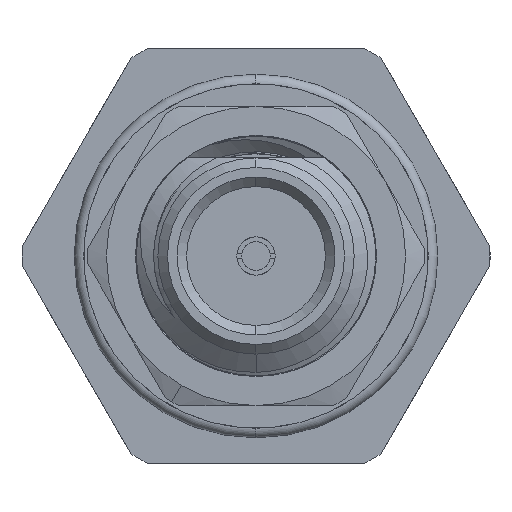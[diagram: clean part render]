
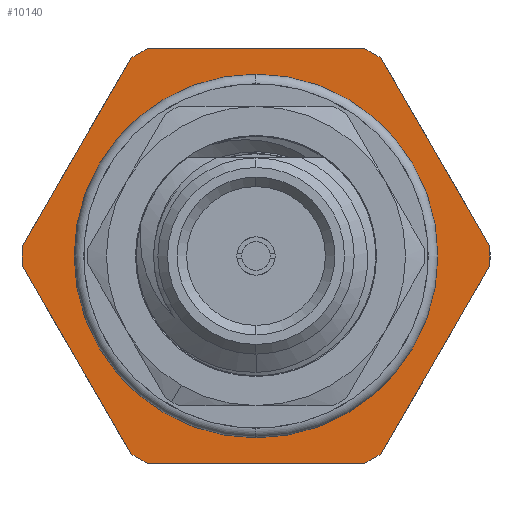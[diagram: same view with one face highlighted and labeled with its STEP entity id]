
A CAD part, left-side view. The second image highlights one B-rep face of the part: STEP entity #10140.
In plain terms, the highlighted planar face has unit normal (-1, 0, 0).
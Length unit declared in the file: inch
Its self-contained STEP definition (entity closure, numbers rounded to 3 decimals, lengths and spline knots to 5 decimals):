
#461 = AXIS2_PLACEMENT_3D ( 'NONE', #25072, #11719, #22527 ) ;
#706 = CIRCLE ( 'NONE', #10115, 0.19 ) ;
#781 = CARTESIAN_POINT ( 'NONE',  ( 0.45, -0.13079, -0.20653 ) ) ;
#931 = DIRECTION ( 'NONE',  ( 0., 0., 1. ) ) ;
#1098 = EDGE_CURVE ( 'NONE', #5541, #5719, #25800, .T. ) ;
#1448 = VERTEX_POINT ( 'NONE', #17917 ) ;
#2523 = CARTESIAN_POINT ( 'NONE',  ( 0.45, -0.11347, 0.21654 ) ) ;
#2569 = ORIENTED_EDGE ( 'NONE', *, *, #23869, .F. ) ;
#2728 = EDGE_CURVE ( 'NONE', #3571, #3973, #21688, .T. ) ;
#2887 = EDGE_CURVE ( 'NONE', #23154, #14729, #27437, .T. ) ;
#2972 = VECTOR ( 'NONE', #28158, 39.37008 ) ;
#3571 = VERTEX_POINT ( 'NONE', #5039 ) ;
#3640 = ORIENTED_EDGE ( 'NONE', *, *, #12434, .T. ) ;
#3833 = DIRECTION ( 'NONE',  ( 0., 0., 1. ) ) ;
#3973 = VERTEX_POINT ( 'NONE', #28423 ) ;
#4769 = CARTESIAN_POINT ( 'NONE',  ( 0.45, 0.24446, -0.21654 ) ) ;
#4916 = EDGE_CURVE ( 'NONE', #27404, #18338, #706, .T. ) ;
#5021 = AXIS2_PLACEMENT_3D ( 'NONE', #19963, #6957, #13295 ) ;
#5039 = CARTESIAN_POINT ( 'NONE',  ( 0.45, 0.24426, 0.01 ) ) ;
#5073 = EDGE_CURVE ( 'NONE', #13082, #3973, #21628, .T. ) ;
#5502 = CARTESIAN_POINT ( 'NONE',  ( 0.45, 0., 0. ) ) ;
#5541 = VERTEX_POINT ( 'NONE', #23171 ) ;
#5717 = CARTESIAN_POINT ( 'NONE',  ( 0.45, 0.24864, -0.00241 ) ) ;
#5719 = VERTEX_POINT ( 'NONE', #25899 ) ;
#6086 = DIRECTION ( 'NONE',  ( -1., 0., 0. ) ) ;
#6274 = CARTESIAN_POINT ( 'NONE',  ( 0.45, 0.24446, 0.21654 ) ) ;
#6412 = ORIENTED_EDGE ( 'NONE', *, *, #16109, .F. ) ;
#6568 = DIRECTION ( 'NONE',  ( -1., 0., 0. ) ) ;
#6957 = DIRECTION ( 'NONE',  ( 1., 0., 0. ) ) ;
#7104 = LINE ( 'NONE', #18861, #10167 ) ;
#7190 = CARTESIAN_POINT ( 'NONE',  ( 0.45, -0.13079, 0.20653 ) ) ;
#7730 = DIRECTION ( 'NONE',  ( 0., 0., 1. ) ) ;
#7926 = ORIENTED_EDGE ( 'NONE', *, *, #4916, .F. ) ;
#8042 = CARTESIAN_POINT ( 'NONE',  ( 0.45, 0., 0. ) ) ;
#8371 = VERTEX_POINT ( 'NONE', #2523 ) ;
#8911 = EDGE_CURVE ( 'NONE', #5541, #14729, #11595, .T. ) ;
#9508 = AXIS2_PLACEMENT_3D ( 'NONE', #8042, #25731, #3833 ) ;
#9980 = VECTOR ( 'NONE', #23262, 39.37008 ) ;
#10115 = AXIS2_PLACEMENT_3D ( 'NONE', #20861, #27710, #7730 ) ;
#10116 = EDGE_LOOP ( 'NONE', ( #6412, #7926 ) ) ;
#10140 = ADVANCED_FACE ( 'NONE', ( #24990, #19111 ), #21261, .F. ) ;
#10167 = VECTOR ( 'NONE', #25630, 39.37008 ) ;
#10512 = DIRECTION ( 'NONE',  ( 0., 0., 1. ) ) ;
#10805 = CARTESIAN_POINT ( 'NONE',  ( 0.45, -0.11347, -0.21654 ) ) ;
#10867 = CARTESIAN_POINT ( 'NONE',  ( 0.45, 0.11347, -0.21654 ) ) ;
#10888 = DIRECTION ( 'NONE',  ( 0., 0.5, -0.866 ) ) ;
#11206 = DIRECTION ( 'NONE',  ( 0., 0., 1. ) ) ;
#11391 = ORIENTED_EDGE ( 'NONE', *, *, #24091, .F. ) ;
#11537 = DIRECTION ( 'NONE',  ( 0., 0., 1. ) ) ;
#11591 = DIRECTION ( 'NONE',  ( 0., -0.5, -0.866 ) ) ;
#11595 = LINE ( 'NONE', #15283, #16043 ) ;
#11608 = ORIENTED_EDGE ( 'NONE', *, *, #28262, .F. ) ;
#11719 = DIRECTION ( 'NONE',  ( -1., 0., 0. ) ) ;
#12221 = LINE ( 'NONE', #4769, #24628 ) ;
#12434 = EDGE_CURVE ( 'NONE', #12938, #8371, #24548, .T. ) ;
#12473 = ORIENTED_EDGE ( 'NONE', *, *, #25184, .F. ) ;
#12609 = CIRCLE ( 'NONE', #13027, 0.24446 ) ;
#12612 = ORIENTED_EDGE ( 'NONE', *, *, #22156, .T. ) ;
#12938 = VERTEX_POINT ( 'NONE', #7190 ) ;
#13027 = AXIS2_PLACEMENT_3D ( 'NONE', #13696, #15896, #20266 ) ;
#13082 = VERTEX_POINT ( 'NONE', #28073 ) ;
#13233 = VERTEX_POINT ( 'NONE', #10867 ) ;
#13295 = DIRECTION ( 'NONE',  ( 0., 0., -1. ) ) ;
#13590 = DIRECTION ( 'NONE',  ( 0., 1., 0. ) ) ;
#13696 = CARTESIAN_POINT ( 'NONE',  ( 0.45, 0., 0. ) ) ;
#13792 = VERTEX_POINT ( 'NONE', #14795 ) ;
#14679 = AXIS2_PLACEMENT_3D ( 'NONE', #24216, #6568, #11537 ) ;
#14716 = ORIENTED_EDGE ( 'NONE', *, *, #2887, .T. ) ;
#14729 = VERTEX_POINT ( 'NONE', #781 ) ;
#14795 = CARTESIAN_POINT ( 'NONE',  ( 0.45, 0.11347, 0.21654 ) ) ;
#14803 = CARTESIAN_POINT ( 'NONE',  ( 0.45, 0., 0. ) ) ;
#15261 = LINE ( 'NONE', #27324, #20361 ) ;
#15283 = CARTESIAN_POINT ( 'NONE',  ( 0.45, -0.12641, -0.21412 ) ) ;
#15698 = CARTESIAN_POINT ( 'NONE',  ( 0.45, 0., 0. ) ) ;
#15896 = DIRECTION ( 'NONE',  ( -1., 0., 0. ) ) ;
#16043 = VECTOR ( 'NONE', #10888, 39.37008 ) ;
#16109 = EDGE_CURVE ( 'NONE', #18338, #27404, #24813, .T. ) ;
#17917 = CARTESIAN_POINT ( 'NONE',  ( 0.45, 0.13079, 0.20653 ) ) ;
#18338 = VERTEX_POINT ( 'NONE', #19930 ) ;
#18861 = CARTESIAN_POINT ( 'NONE',  ( 0.45, 0.24864, 0.00241 ) ) ;
#19111 = FACE_OUTER_BOUND ( 'NONE', #26010, .T. ) ;
#19766 = ORIENTED_EDGE ( 'NONE', *, *, #5073, .F. ) ;
#19930 = CARTESIAN_POINT ( 'NONE',  ( 0.45, 0., 0.19 ) ) ;
#19963 = CARTESIAN_POINT ( 'NONE',  ( 0.45, 0.24446, 0. ) ) ;
#20266 = DIRECTION ( 'NONE',  ( 0., 0., 1. ) ) ;
#20361 = VECTOR ( 'NONE', #11591, 39.37008 ) ;
#20749 = AXIS2_PLACEMENT_3D ( 'NONE', #5502, #22742, #931 ) ;
#20861 = CARTESIAN_POINT ( 'NONE',  ( 0.45, 0., 0. ) ) ;
#21261 = PLANE ( 'NONE',  #5021 ) ;
#21628 = LINE ( 'NONE', #5717, #9980 ) ;
#21653 = AXIS2_PLACEMENT_3D ( 'NONE', #14803, #6086, #10512 ) ;
#21688 = CIRCLE ( 'NONE', #21653, 0.24446 ) ;
#22156 = EDGE_CURVE ( 'NONE', #13792, #1448, #12609, .T. ) ;
#22171 = LINE ( 'NONE', #6274, #2972 ) ;
#22434 = CIRCLE ( 'NONE', #20749, 0.24446 ) ;
#22527 = DIRECTION ( 'NONE',  ( 0., 0., 1. ) ) ;
#22742 = DIRECTION ( 'NONE',  ( -1., 0., 0. ) ) ;
#23154 = VERTEX_POINT ( 'NONE', #10805 ) ;
#23171 = CARTESIAN_POINT ( 'NONE',  ( 0.45, -0.24426, -0.01 ) ) ;
#23262 = DIRECTION ( 'NONE',  ( 0., 0.5, 0.866 ) ) ;
#23869 = EDGE_CURVE ( 'NONE', #3571, #1448, #7104, .T. ) ;
#24091 = EDGE_CURVE ( 'NONE', #23154, #13233, #12221, .T. ) ;
#24216 = CARTESIAN_POINT ( 'NONE',  ( 0.45, 0., 0. ) ) ;
#24345 = DIRECTION ( 'NONE',  ( -1., 0., 0. ) ) ;
#24548 = CIRCLE ( 'NONE', #461, 0.24446 ) ;
#24628 = VECTOR ( 'NONE', #13590, 39.37008 ) ;
#24813 = CIRCLE ( 'NONE', #28244, 0.19 ) ;
#24990 = FACE_BOUND ( 'NONE', #10116, .T. ) ;
#25072 = CARTESIAN_POINT ( 'NONE',  ( 0.45, 0., 0. ) ) ;
#25100 = CARTESIAN_POINT ( 'NONE',  ( 0.45, 0., -0.19 ) ) ;
#25184 = EDGE_CURVE ( 'NONE', #13792, #8371, #22171, .T. ) ;
#25501 = ORIENTED_EDGE ( 'NONE', *, *, #27319, .T. ) ;
#25630 = DIRECTION ( 'NONE',  ( 0., -0.5, 0.866 ) ) ;
#25731 = DIRECTION ( 'NONE',  ( -1., 0., 0. ) ) ;
#25756 = ORIENTED_EDGE ( 'NONE', *, *, #1098, .T. ) ;
#25800 = CIRCLE ( 'NONE', #9508, 0.24446 ) ;
#25899 = CARTESIAN_POINT ( 'NONE',  ( 0.45, -0.24426, 0.01 ) ) ;
#26010 = EDGE_LOOP ( 'NONE', ( #11391, #14716, #26166, #25756, #11608, #3640, #12473, #12612, #2569, #27933, #19766, #25501 ) ) ;
#26166 = ORIENTED_EDGE ( 'NONE', *, *, #8911, .F. ) ;
#27319 = EDGE_CURVE ( 'NONE', #13082, #13233, #22434, .T. ) ;
#27324 = CARTESIAN_POINT ( 'NONE',  ( 0.45, -0.12641, 0.21412 ) ) ;
#27404 = VERTEX_POINT ( 'NONE', #25100 ) ;
#27437 = CIRCLE ( 'NONE', #14679, 0.24446 ) ;
#27710 = DIRECTION ( 'NONE',  ( -1., 0., 0. ) ) ;
#27933 = ORIENTED_EDGE ( 'NONE', *, *, #2728, .T. ) ;
#28073 = CARTESIAN_POINT ( 'NONE',  ( 0.45, 0.13079, -0.20653 ) ) ;
#28158 = DIRECTION ( 'NONE',  ( 0., -1., 0. ) ) ;
#28244 = AXIS2_PLACEMENT_3D ( 'NONE', #15698, #24345, #11206 ) ;
#28262 = EDGE_CURVE ( 'NONE', #12938, #5719, #15261, .T. ) ;
#28423 = CARTESIAN_POINT ( 'NONE',  ( 0.45, 0.24426, -0.01 ) ) ;
